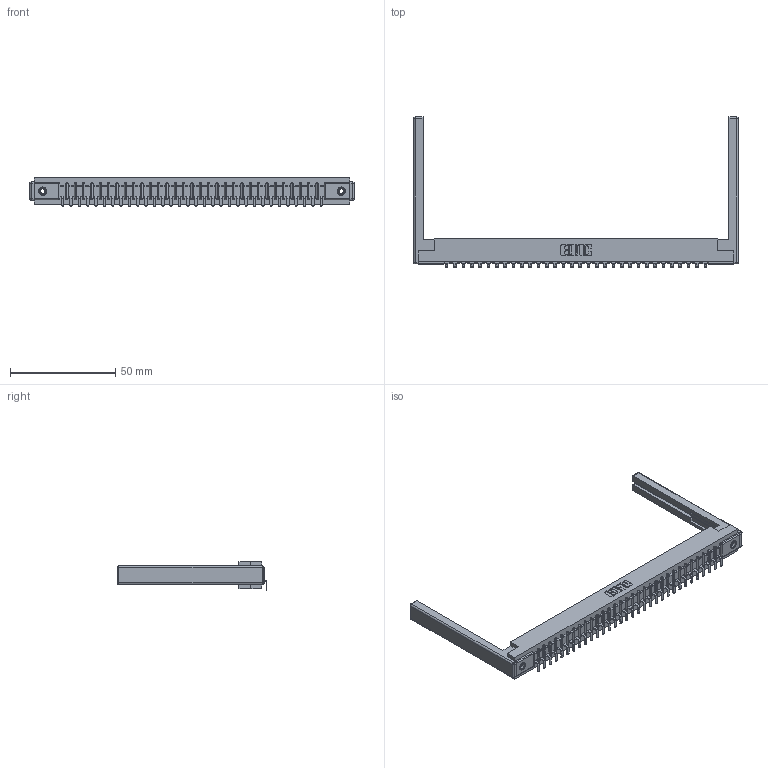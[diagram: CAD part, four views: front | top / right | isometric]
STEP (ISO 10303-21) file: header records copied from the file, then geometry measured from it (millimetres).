
FILE_DESCRIPTION (( 'STEP AP203' ), '1' );
FILE_NAME ('307-032-553-168.STEP', '2019-09-05T05:30:23', ( '' ), ( '' ), 'SwSTEP 2.0', 'SolidWorks 2016', '' );
FILE_SCHEMA (( 'CONFIG_CONTROL_DESIGN' ));
Length unit declared in the file: inch
Products named in the file (5): 307-032-553-168; 307-220-068; 345-250-001_345-250-001-102; 307-290-002_553; 307 Part_.156 Dia Mounting Holes
Assembly tree (37 placements, depth 2):
  307-032-553-168
    307 Part_.156 Dia Mounting Holes
    307-290-002_553  x32
    307-220-068  x2
    345-250-001_345-250-001-102  x2
Bounding box: 154.23 x 71.29 x 13.5 mm (x, y, z)
Volume: 20807.3 mm3; surface area: 24395 mm2
Topology: 37 solids, 37 shells, 2801 faces, 8521 edges, 5570 vertices
Faces by surface type: plane 1662, cylinder 1049, sphere 74, cone 12, torus 4
Entity records: 32279 total; most frequent: CARTESIAN_POINT 5409, ORIENTED_EDGE 5388, DIRECTION 5278, EDGE_CURVE 2694, VECTOR 2056, LINE 2056, VERTEX_POINT 1742, AXIS2_PLACEMENT_3D 1611
